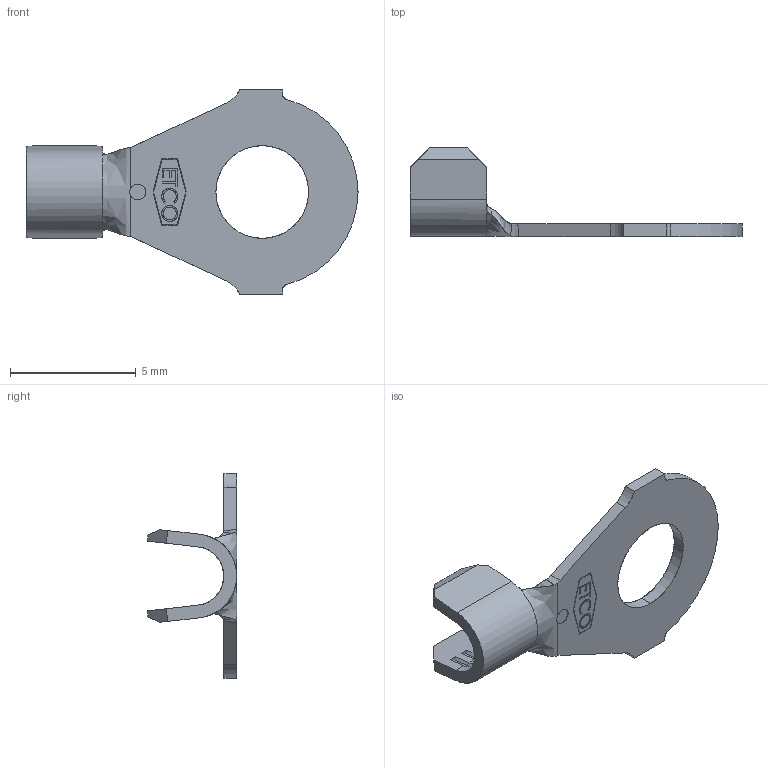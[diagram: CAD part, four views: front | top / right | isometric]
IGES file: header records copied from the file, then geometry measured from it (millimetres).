
Start section: SolidWorks IGES file using analytic representation for surfaces
Global section: file name: 00972.IGS; native system: SolidWorks 2014; preprocessor: SolidWorks 2014; author: sjohnson; date: 150206.105605; units: inch
Bounding box: 13.21 x 3.56 x 8.13 mm (x, y, z)
Surface area: 173.7 mm2 (no closed solid volume)
Topology: 0 solids, 0 shells, 149 faces, 1170 edges, 1170 vertices
Faces by surface type: bspline 122, revolution 27
